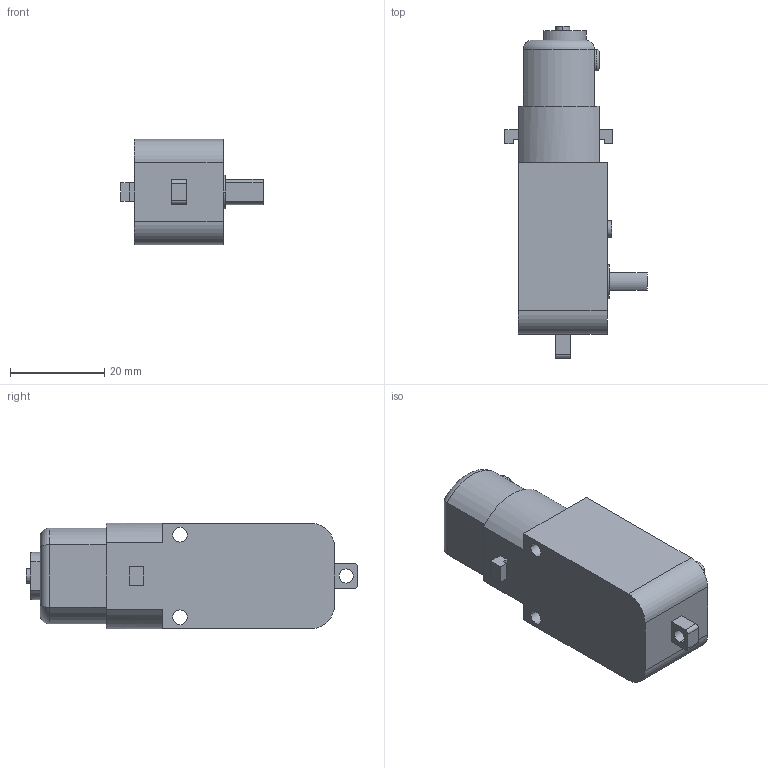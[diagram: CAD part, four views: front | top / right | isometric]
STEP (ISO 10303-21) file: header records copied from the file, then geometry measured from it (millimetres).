
FILE_DESCRIPTION((''),'2;1');
FILE_NAME('LA001','2024-02-26T15:08:11',('qinghui.yi'),(''),'CREO PARAMETRIC BY PTC INC, 2019164','CREO PARAMETRIC BY PTC INC, 2019164','');
FILE_SCHEMA(('CONFIG_CONTROL_DESIGN','SHAPE_APPEARANCE_LAYERS_GROUPS'));
Length unit declared in the file: millimetre
Products named in the file (1): LA001
Bounding box: 30.2 x 70.4 x 22.4 mm (x, y, z)
Volume: 23174.2 mm3; surface area: 6164.1 mm2
Topology: 1 solids, 1 shells, 82 faces, 206 edges, 144 vertices
Faces by surface type: plane 45, cylinder 27, extrusion 4, bspline 4, torus 2
Entity records: 3543 total; most frequent: CARTESIAN_POINT 1168, DIRECTION 408, ORIENTED_EDGE 394, COLOUR_RGB 312, EDGE_CURVE 197, AXIS2_PLACEMENT_3D 138, VECTOR 132, LINE 128
